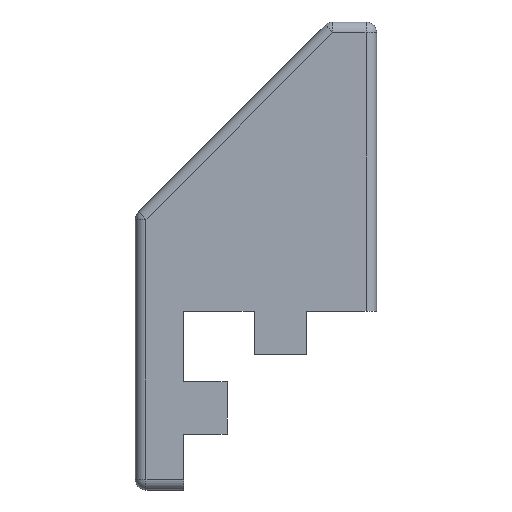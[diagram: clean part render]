
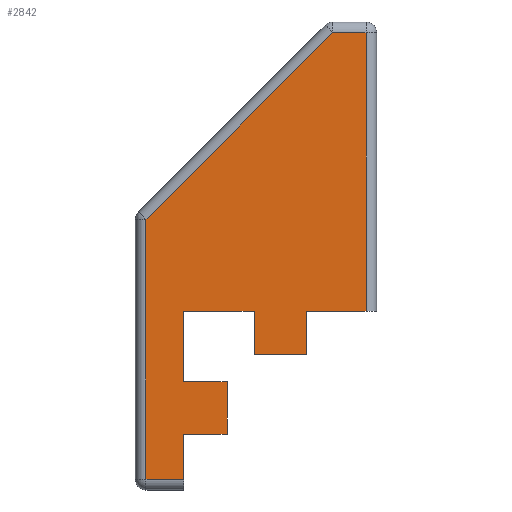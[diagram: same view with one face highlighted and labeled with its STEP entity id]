
A CAD part, left-side view. The second image highlights one B-rep face of the part: STEP entity #2842.
In plain terms, the highlighted planar face has unit normal (-1, 0, 0).
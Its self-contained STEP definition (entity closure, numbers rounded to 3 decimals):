
#1 = LINE ( 'NONE', #2292, #2511 ) ;
#37 = ORIENTED_EDGE ( 'NONE', *, *, #2680, .T. ) ;
#101 = VECTOR ( 'NONE', #1240, 1000. ) ;
#139 = CARTESIAN_POINT ( 'NONE',  ( 140., 13.9, 0. ) ) ;
#149 = CARTESIAN_POINT ( 'NONE',  ( 140., 2.7, 5.5 ) ) ;
#167 = EDGE_CURVE ( 'NONE', #1002, #2761, #835, .T. ) ;
#175 = LINE ( 'NONE', #1052, #1194 ) ;
#195 = VECTOR ( 'NONE', #2751, 1000. ) ;
#203 = DIRECTION ( 'NONE',  ( 0., -1., 0. ) ) ;
#236 = VERTEX_POINT ( 'NONE', #3142 ) ;
#257 = ORIENTED_EDGE ( 'NONE', *, *, #634, .T. ) ;
#312 = ORIENTED_EDGE ( 'NONE', *, *, #3600, .T. ) ;
#321 = VECTOR ( 'NONE', #2102, 1000. ) ;
#341 = LINE ( 'NONE', #1253, #1648 ) ;
#373 = EDGE_CURVE ( 'NONE', #236, #1002, #739, .T. ) ;
#386 = EDGE_LOOP ( 'NONE', ( #1135, #312, #726, #2417, #1608, #3610, #1928, #2251, #1418, #760, #37, #2305, #257, #1836, #2875 ) ) ;
#434 = FACE_OUTER_BOUND ( 'NONE', #386, .T. ) ;
#522 = EDGE_CURVE ( 'NONE', #1250, #2205, #850, .T. ) ;
#547 = CARTESIAN_POINT ( 'NONE',  ( 140., 5.5, -2.7 ) ) ;
#634 = EDGE_CURVE ( 'NONE', #1103, #2800, #2169, .T. ) ;
#647 = VERTEX_POINT ( 'NONE', #2700 ) ;
#654 = CARTESIAN_POINT ( 'NONE',  ( 140., 10., 2.7 ) ) ;
#664 = CARTESIAN_POINT ( 'NONE',  ( 140., 0., 0. ) ) ;
#726 = ORIENTED_EDGE ( 'NONE', *, *, #522, .T. ) ;
#739 = LINE ( 'NONE', #139, #1825 ) ;
#760 = ORIENTED_EDGE ( 'NONE', *, *, #2365, .T. ) ;
#835 = LINE ( 'NONE', #3414, #2357 ) ;
#850 = LINE ( 'NONE', #2894, #917 ) ;
#868 = DIRECTION ( 'NONE',  ( 0., 1., 0. ) ) ;
#908 = CARTESIAN_POINT ( 'NONE',  ( 140., 5.5, 2.7 ) ) ;
#917 = VECTOR ( 'NONE', #868, 1000. ) ;
#1000 = DIRECTION ( 'NONE',  ( 0., 0., 1. ) ) ;
#1002 = VERTEX_POINT ( 'NONE', #1473 ) ;
#1028 = VERTEX_POINT ( 'NONE', #908 ) ;
#1043 = EDGE_CURVE ( 'NONE', #2477, #1593, #3312, .T. ) ;
#1049 = VECTOR ( 'NONE', #2084, 1000. ) ;
#1052 = CARTESIAN_POINT ( 'NONE',  ( 140., 10., 10. ) ) ;
#1103 = VERTEX_POINT ( 'NONE', #2457 ) ;
#1134 = VECTOR ( 'NONE', #1156, 1000. ) ;
#1135 = ORIENTED_EDGE ( 'NONE', *, *, #2221, .T. ) ;
#1156 = DIRECTION ( 'NONE',  ( 0., -1., 0. ) ) ;
#1194 = VECTOR ( 'NONE', #2178, 1000. ) ;
#1211 = CARTESIAN_POINT ( 'NONE',  ( 140., 2.7, 5.5 ) ) ;
#1240 = DIRECTION ( 'NONE',  ( 0., 1., 0. ) ) ;
#1250 = VERTEX_POINT ( 'NONE', #1844 ) ;
#1253 = CARTESIAN_POINT ( 'NONE',  ( 140., 10., -2.7 ) ) ;
#1345 = EDGE_CURVE ( 'NONE', #2205, #236, #2516, .T. ) ;
#1418 = ORIENTED_EDGE ( 'NONE', *, *, #1882, .T. ) ;
#1433 = LINE ( 'NONE', #2521, #2190 ) ;
#1434 = VERTEX_POINT ( 'NONE', #547 ) ;
#1460 = CARTESIAN_POINT ( 'NONE',  ( 140., 5.5, -2.7 ) ) ;
#1471 = CARTESIAN_POINT ( 'NONE',  ( 140., -2.7, 10. ) ) ;
#1473 = CARTESIAN_POINT ( 'NONE',  ( 140., 13.9, -7.4 ) ) ;
#1484 = VERTEX_POINT ( 'NONE', #3389 ) ;
#1576 = DIRECTION ( 'NONE',  ( 0., 0., -1. ) ) ;
#1593 = VERTEX_POINT ( 'NONE', #1471 ) ;
#1608 = ORIENTED_EDGE ( 'NONE', *, *, #373, .T. ) ;
#1640 = LINE ( 'NONE', #1460, #3572 ) ;
#1648 = VECTOR ( 'NONE', #1789, 1000. ) ;
#1649 = CARTESIAN_POINT ( 'NONE',  ( 140., -5.456, 38.9 ) ) ;
#1789 = DIRECTION ( 'NONE',  ( 0., 0., 1. ) ) ;
#1790 = AXIS2_PLACEMENT_3D ( 'NONE', #664, #3001, #1576 ) ;
#1825 = VECTOR ( 'NONE', #2999, 1000. ) ;
#1836 = ORIENTED_EDGE ( 'NONE', *, *, #2939, .T. ) ;
#1844 = CARTESIAN_POINT ( 'NONE',  ( 140., -8.9, 38.9 ) ) ;
#1882 = EDGE_CURVE ( 'NONE', #1434, #1028, #1640, .T. ) ;
#1886 = EDGE_CURVE ( 'NONE', #2761, #647, #341, .T. ) ;
#1890 = CARTESIAN_POINT ( 'NONE',  ( 140., 16.722, 16.722 ) ) ;
#1928 = ORIENTED_EDGE ( 'NONE', *, *, #1886, .T. ) ;
#1937 = CARTESIAN_POINT ( 'NONE',  ( 140., 10., -7.4 ) ) ;
#2042 = LINE ( 'NONE', #3537, #321 ) ;
#2084 = DIRECTION ( 'NONE',  ( 0., 0., 1. ) ) ;
#2091 = CARTESIAN_POINT ( 'NONE',  ( 140., 10., 2.7 ) ) ;
#2102 = DIRECTION ( 'NONE',  ( 0., -1., 0. ) ) ;
#2128 = PLANE ( 'NONE',  #1790 ) ;
#2169 = LINE ( 'NONE', #149, #195 ) ;
#2178 = DIRECTION ( 'NONE',  ( 0., -1., 0. ) ) ;
#2190 = VECTOR ( 'NONE', #203, 1000. ) ;
#2205 = VERTEX_POINT ( 'NONE', #1649 ) ;
#2221 = EDGE_CURVE ( 'NONE', #1593, #2484, #1433, .T. ) ;
#2251 = ORIENTED_EDGE ( 'NONE', *, *, #3711, .T. ) ;
#2292 = CARTESIAN_POINT ( 'NONE',  ( 140., -8.9, 0. ) ) ;
#2298 = CARTESIAN_POINT ( 'NONE',  ( 140., 10., 10. ) ) ;
#2303 = VECTOR ( 'NONE', #3058, 1000. ) ;
#2305 = ORIENTED_EDGE ( 'NONE', *, *, #3450, .T. ) ;
#2357 = VECTOR ( 'NONE', #3390, 1000. ) ;
#2365 = EDGE_CURVE ( 'NONE', #1028, #1484, #2661, .T. ) ;
#2417 = ORIENTED_EDGE ( 'NONE', *, *, #1345, .T. ) ;
#2457 = CARTESIAN_POINT ( 'NONE',  ( 140., 2.7, 10. ) ) ;
#2477 = VERTEX_POINT ( 'NONE', #3633 ) ;
#2484 = VERTEX_POINT ( 'NONE', #3082 ) ;
#2511 = VECTOR ( 'NONE', #3464, 1000. ) ;
#2516 = LINE ( 'NONE', #1890, #2303 ) ;
#2521 = CARTESIAN_POINT ( 'NONE',  ( 140., -2.7, 10. ) ) ;
#2600 = LINE ( 'NONE', #1211, #1134 ) ;
#2617 = DIRECTION ( 'NONE',  ( 0., 0., 1. ) ) ;
#2657 = LINE ( 'NONE', #2091, #3151 ) ;
#2661 = LINE ( 'NONE', #654, #101 ) ;
#2680 = EDGE_CURVE ( 'NONE', #1484, #3269, #2657, .T. ) ;
#2700 = CARTESIAN_POINT ( 'NONE',  ( 140., 10., -2.7 ) ) ;
#2751 = DIRECTION ( 'NONE',  ( 0., 0., -1. ) ) ;
#2761 = VERTEX_POINT ( 'NONE', #1937 ) ;
#2800 = VERTEX_POINT ( 'NONE', #2897 ) ;
#2842 = ADVANCED_FACE ( 'NONE', ( #434 ), #2128, .F. ) ;
#2875 = ORIENTED_EDGE ( 'NONE', *, *, #1043, .T. ) ;
#2894 = CARTESIAN_POINT ( 'NONE',  ( 140., 0., 38.9 ) ) ;
#2897 = CARTESIAN_POINT ( 'NONE',  ( 140., 2.7, 5.5 ) ) ;
#2939 = EDGE_CURVE ( 'NONE', #2800, #2477, #2600, .T. ) ;
#2999 = DIRECTION ( 'NONE',  ( 0., 0., -1. ) ) ;
#3001 = DIRECTION ( 'NONE',  ( 1., 0., 0. ) ) ;
#3058 = DIRECTION ( 'NONE',  ( 0., 0.707, -0.707 ) ) ;
#3082 = CARTESIAN_POINT ( 'NONE',  ( 140., -8.9, 10. ) ) ;
#3142 = CARTESIAN_POINT ( 'NONE',  ( 140., 13.9, 19.544 ) ) ;
#3151 = VECTOR ( 'NONE', #1000, 1000. ) ;
#3254 = CARTESIAN_POINT ( 'NONE',  ( 140., -2.7, 5.5 ) ) ;
#3269 = VERTEX_POINT ( 'NONE', #2298 ) ;
#3312 = LINE ( 'NONE', #3254, #1049 ) ;
#3390 = DIRECTION ( 'NONE',  ( 0., -1., 0. ) ) ;
#3389 = CARTESIAN_POINT ( 'NONE',  ( 140., 10., 2.7 ) ) ;
#3414 = CARTESIAN_POINT ( 'NONE',  ( 140., 0., -7.4 ) ) ;
#3450 = EDGE_CURVE ( 'NONE', #3269, #1103, #175, .T. ) ;
#3464 = DIRECTION ( 'NONE',  ( 0., 0., 1. ) ) ;
#3537 = CARTESIAN_POINT ( 'NONE',  ( 140., 10., -2.7 ) ) ;
#3572 = VECTOR ( 'NONE', #2617, 1000. ) ;
#3600 = EDGE_CURVE ( 'NONE', #2484, #1250, #1, .T. ) ;
#3610 = ORIENTED_EDGE ( 'NONE', *, *, #167, .T. ) ;
#3633 = CARTESIAN_POINT ( 'NONE',  ( 140., -2.7, 5.5 ) ) ;
#3711 = EDGE_CURVE ( 'NONE', #647, #1434, #2042, .T. ) ;
